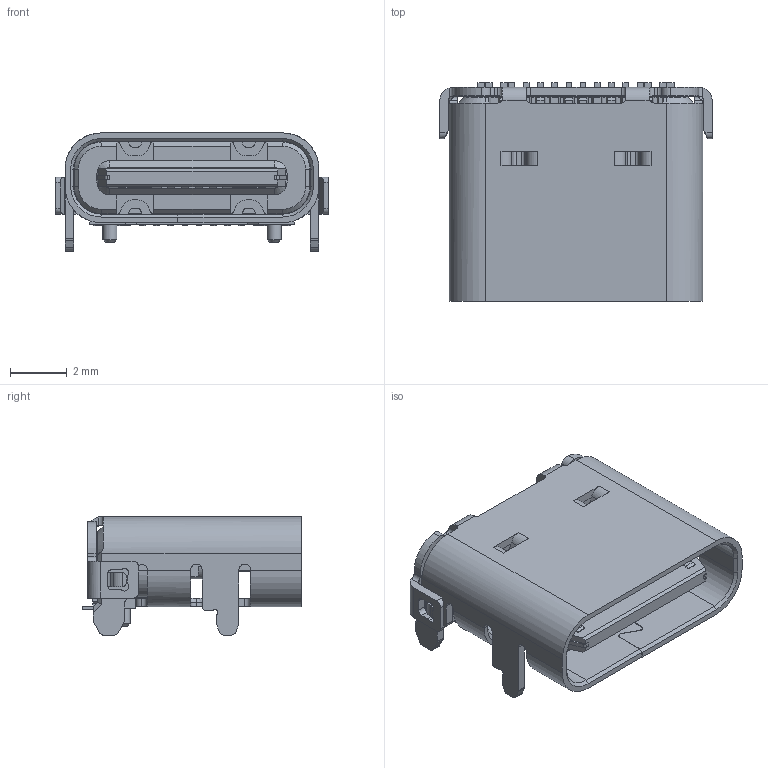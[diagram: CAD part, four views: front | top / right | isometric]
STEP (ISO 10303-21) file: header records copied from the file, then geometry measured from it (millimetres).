
FILE_DESCRIPTION(('FreeCAD Model'),'2;1');
FILE_NAME('USB4105.step','2020-02-07T09:54:07',( 'kicad StepUp'),('ksu MCAD'),'Open CASCADE STEP processor 7.3', 'FreeCAD','Unknown');
FILE_SCHEMA(('AUTOMOTIVE_DESIGN { 1 0 10303 214 1 1 1 1 }'));
Products named in the file (1): USB4105
Bounding box: 9.58 x 7.71 x 4.16 mm (x, y, z)
Volume: 133.2 mm3; surface area: 720.4 mm2
Topology: 2 solids, 14 shells, 1975 faces, 5717 edges, 3734 vertices
Faces by surface type: plane 1406, cylinder 532, cone 30, bspline 7
Full cylindrical faces by diameter (mm): 0.5 x2
Entity records: 78793 total; most frequent: CARTESIAN_POINT 12859, ORIENTED_EDGE 11434, DIRECTION 10247, EDGE_CURVE 5717, LINE 4297, VECTOR 4297, VERTEX_POINT 3734, AXIS2_PLACEMENT_3D 2975
